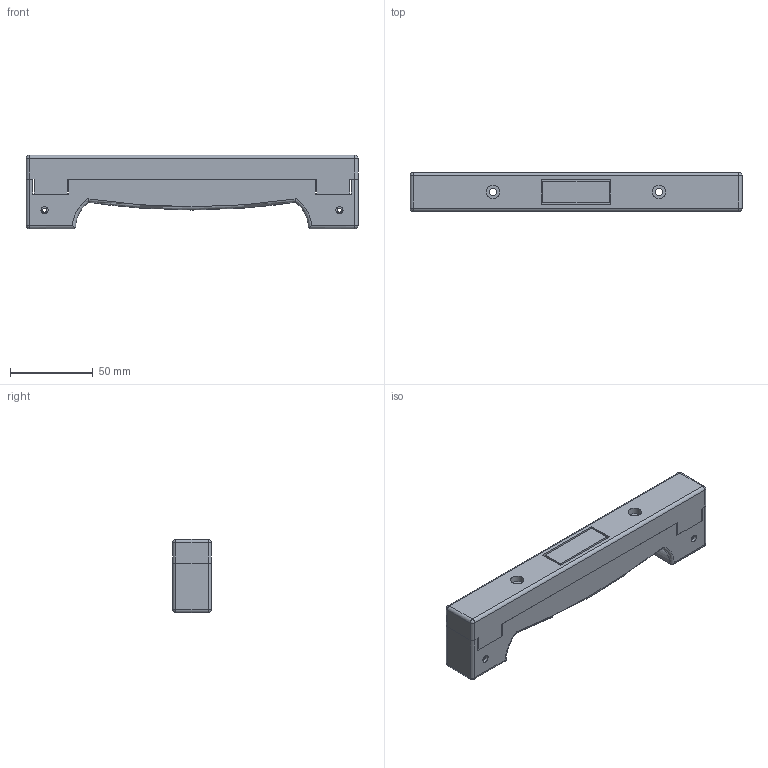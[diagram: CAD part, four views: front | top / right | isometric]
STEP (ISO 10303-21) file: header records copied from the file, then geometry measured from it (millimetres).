
FILE_DESCRIPTION(/* description */ (''),/* implementation_level */ '2;1');
FILE_NAME(/* name */ 'Suitcase handle blank v10.step',/* time_stamp */ '2023-08-16T18:42:31+03:00',/* author */ (''),/* organization */ (''),/* preprocessor_version */ 'ST-DEVELOPER v20',/* originating_system */ 'Autodesk Translation Framework v12.9.0.99',/* authorisation */ '');
FILE_SCHEMA (('AUTOMOTIVE_DESIGN { 1 0 10303 214 3 1 1 }'));
Length unit declared in the file: millimetre
Products named in the file (3): Suitcase handle blank; Button; Cap
Assembly tree (2 placements, depth 2):
  Suitcase handle blank
    Button
    Cap
Bounding box: 201 x 23.5 x 44.5 mm (x, y, z)
Volume: 123714.7 mm3; surface area: 53719.9 mm2
Topology: 3 solids, 3 shells, 188 faces, 438 edges, 282 vertices
Faces by surface type: plane 119, cylinder 55, sphere 8, torus 6
Full cylindrical faces by diameter (mm): 2.4 x4, 4.4 x2, 4.5 x6, 5 x4, 7 x6, 8 x2, 9 x6, 11 x2
Entity records: 5591 total; most frequent: CARTESIAN_POINT 1042, DIRECTION 938, ORIENTED_EDGE 876, EDGE_CURVE 438, AXIS2_PLACEMENT_3D 318, LINE 302, VECTOR 302, VERTEX_POINT 282
